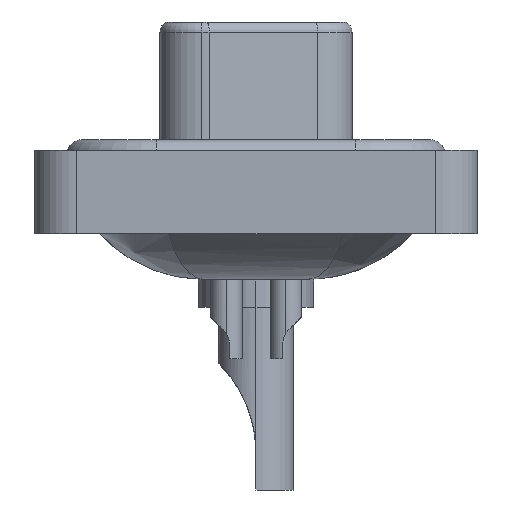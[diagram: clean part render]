
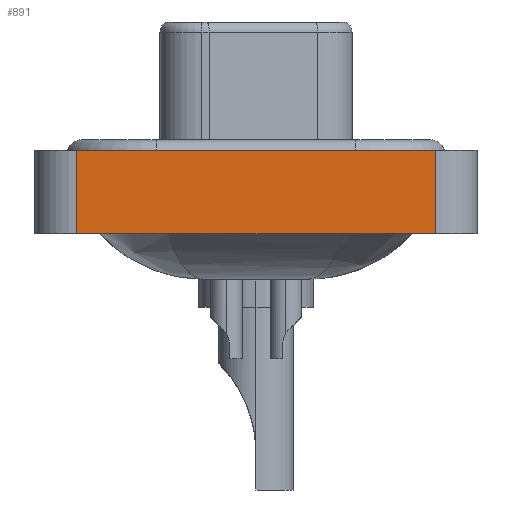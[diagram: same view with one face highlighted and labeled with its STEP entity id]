
A CAD part, left-side view. The second image highlights one B-rep face of the part: STEP entity #891.
In plain terms, the highlighted planar face has unit normal (-1, 0, 0).
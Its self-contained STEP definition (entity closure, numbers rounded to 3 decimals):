
#891 = ADVANCED_FACE ( 'NONE', ( #11417 ), #9817, .T. ) ;
#2171 = EDGE_CURVE ( 'NONE', #11224, #7518, #9520, .T. ) ;
#2425 = CARTESIAN_POINT ( 'NONE',  ( -7.3, 8.55, -3.6 ) ) ;
#2849 = CARTESIAN_POINT ( 'NONE',  ( -7.3, -8.55, -3.6 ) ) ;
#3046 = CARTESIAN_POINT ( 'NONE',  ( -7.3, 8.55, -3.6 ) ) ;
#3467 = CARTESIAN_POINT ( 'NONE',  ( -7.3, -8.55, 0.4 ) ) ;
#4072 = EDGE_CURVE ( 'NONE', #14538, #11224, #15384, .T. ) ;
#4835 = DIRECTION ( 'NONE',  ( 0., 0., 1. ) ) ;
#4956 = DIRECTION ( 'NONE',  ( 0., -1., 0. ) ) ;
#5626 = ORIENTED_EDGE ( 'NONE', *, *, #6461, .T. ) ;
#5939 = CARTESIAN_POINT ( 'NONE',  ( -7.3, -8.55, -3.6 ) ) ;
#6421 = DIRECTION ( 'NONE',  ( -1., 0., 0. ) ) ;
#6461 = EDGE_CURVE ( 'NONE', #14593, #7518, #19139, .T. ) ;
#7518 = VERTEX_POINT ( 'NONE', #8407 ) ;
#7622 = VECTOR ( 'NONE', #14116, 1000. ) ;
#7629 = VECTOR ( 'NONE', #20366, 1000. ) ;
#7843 = AXIS2_PLACEMENT_3D ( 'NONE', #16305, #6421, #4835 ) ;
#8407 = CARTESIAN_POINT ( 'NONE',  ( -7.3, -8.55, 0.4 ) ) ;
#9446 = EDGE_CURVE ( 'NONE', #14538, #14593, #20704, .T. ) ;
#9520 = LINE ( 'NONE', #3467, #14475 ) ;
#9817 = PLANE ( 'NONE',  #7843 ) ;
#11224 = VERTEX_POINT ( 'NONE', #15065 ) ;
#11417 = FACE_OUTER_BOUND ( 'NONE', #16794, .T. ) ;
#14116 = DIRECTION ( 'NONE',  ( 0., 0., 1. ) ) ;
#14475 = VECTOR ( 'NONE', #4956, 1000. ) ;
#14538 = VERTEX_POINT ( 'NONE', #3046 ) ;
#14593 = VERTEX_POINT ( 'NONE', #20479 ) ;
#15065 = CARTESIAN_POINT ( 'NONE',  ( -7.3, 8.55, 0.4 ) ) ;
#15384 = LINE ( 'NONE', #2425, #7629 ) ;
#15492 = VECTOR ( 'NONE', #19334, 1000. ) ;
#16029 = ORIENTED_EDGE ( 'NONE', *, *, #4072, .F. ) ;
#16305 = CARTESIAN_POINT ( 'NONE',  ( -7.3, -8.55, -3.6 ) ) ;
#16794 = EDGE_LOOP ( 'NONE', ( #5626, #19704, #16029, #19300 ) ) ;
#19139 = LINE ( 'NONE', #5939, #7622 ) ;
#19300 = ORIENTED_EDGE ( 'NONE', *, *, #9446, .T. ) ;
#19334 = DIRECTION ( 'NONE',  ( 0., -1., 0. ) ) ;
#19704 = ORIENTED_EDGE ( 'NONE', *, *, #2171, .F. ) ;
#20366 = DIRECTION ( 'NONE',  ( 0., 0., 1. ) ) ;
#20479 = CARTESIAN_POINT ( 'NONE',  ( -7.3, -8.55, -3.6 ) ) ;
#20704 = LINE ( 'NONE', #2849, #15492 ) ;
